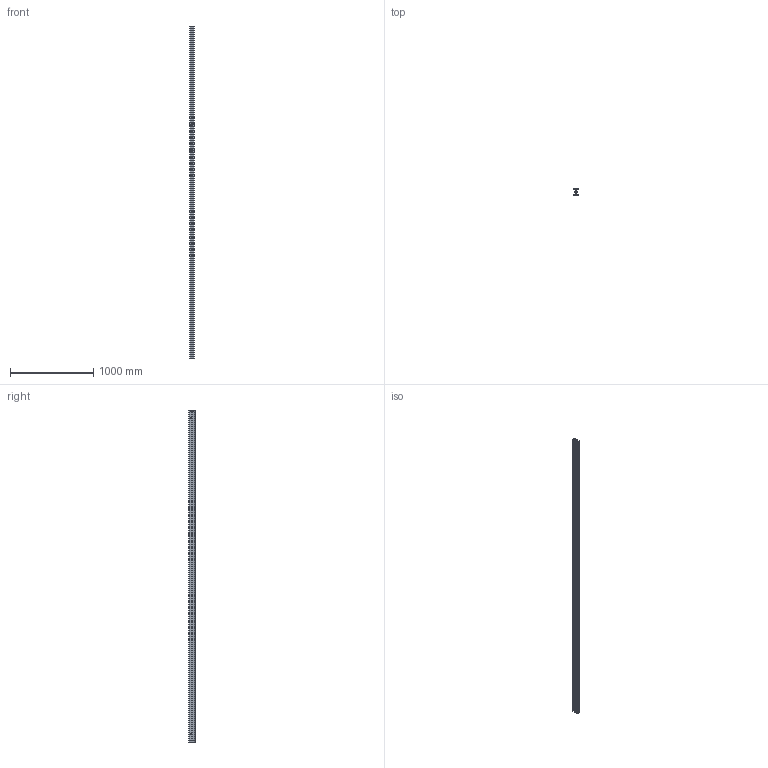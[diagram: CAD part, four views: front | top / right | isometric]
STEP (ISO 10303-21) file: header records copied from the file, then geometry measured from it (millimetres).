
FILE_DESCRIPTION (( 'STEP AP203' ), '1' );
FILE_NAME ('T85010.STEP', '2018-09-21T12:58:35', ( '' ), ( '' ), 'SwSTEP 2.0', 'SolidWorks 2016', '' );
FILE_SCHEMA (( 'CONFIG_CONTROL_DESIGN' ));
Length unit declared in the file: millimetre
Products named in the file (1): T85010
Bounding box: 49 x 82.5 x 4000 mm (x, y, z)
Volume: 3769509.5 mm3; surface area: 1777505.1 mm2
Topology: 1 solids, 1 shells, 453 faces, 1217 edges, 810 vertices
Faces by surface type: plane 294, bspline 99, cylinder 56, cone 4
Entity records: 19142 total; most frequent: CARTESIAN_POINT 8236, ORIENTED_EDGE 2434, DIRECTION 1845, EDGE_CURVE 1217, VECTOR 903, LINE 903, VERTEX_POINT 810, EDGE_LOOP 511
